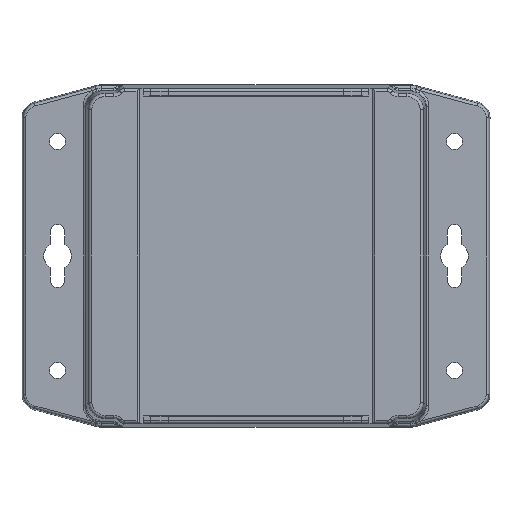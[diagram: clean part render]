
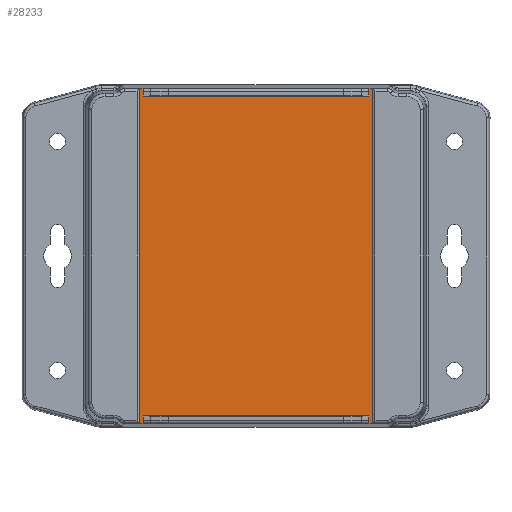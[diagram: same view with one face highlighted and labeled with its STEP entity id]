
A CAD part, front view. The second image highlights one B-rep face of the part: STEP entity #28233.
In plain terms, the highlighted face is planar.
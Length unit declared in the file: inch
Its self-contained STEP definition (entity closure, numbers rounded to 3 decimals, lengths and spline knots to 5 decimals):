
#122 = CARTESIAN_POINT ( 'NONE',  ( 1.41732, 0.79528, -1.94882 ) ) ;
#420 = ORIENTED_EDGE ( 'NONE', *, *, #40868, .F. ) ;
#1594 = CARTESIAN_POINT ( 'NONE',  ( -1.41732, 0.79528, 0. ) ) ;
#1639 = LINE ( 'NONE', #40140, #29470 ) ;
#2625 = DIRECTION ( 'NONE',  ( 0., -1., 0. ) ) ;
#2776 = VERTEX_POINT ( 'NONE', #31262 ) ;
#3112 = CARTESIAN_POINT ( 'NONE',  ( 1.41732, 0.79528, 2.0431 ) ) ;
#3563 = CARTESIAN_POINT ( 'NONE',  ( -1.37795, 0.79528, 0. ) ) ;
#3829 = CARTESIAN_POINT ( 'NONE',  ( -2.06693, 0.79528, -2.0431 ) ) ;
#3860 = CARTESIAN_POINT ( 'NONE',  ( -1.37795, 0.79528, 0. ) ) ;
#3887 = CARTESIAN_POINT ( 'NONE',  ( 1.41732, 0.79528, 1.94882 ) ) ;
#4527 = LINE ( 'NONE', #3887, #30391 ) ;
#5090 = VECTOR ( 'NONE', #26931, 39.37008 ) ;
#6922 = LINE ( 'NONE', #60020, #49809 ) ;
#7508 = CARTESIAN_POINT ( 'NONE',  ( 1.41732, 0.79528, -2.0431 ) ) ;
#8649 = ORIENTED_EDGE ( 'NONE', *, *, #48715, .F. ) ;
#8950 = LINE ( 'NONE', #43624, #23396 ) ;
#9578 = VERTEX_POINT ( 'NONE', #32008 ) ;
#9700 = VECTOR ( 'NONE', #40210, 39.37008 ) ;
#10050 = ORIENTED_EDGE ( 'NONE', *, *, #14308, .F. ) ;
#10620 = DIRECTION ( 'NONE',  ( 1., 0., 0. ) ) ;
#11467 = VERTEX_POINT ( 'NONE', #58489 ) ;
#11652 = AXIS2_PLACEMENT_3D ( 'NONE', #50656, #2625, #37562 ) ;
#11944 = ORIENTED_EDGE ( 'NONE', *, *, #31505, .F. ) ;
#12672 = VERTEX_POINT ( 'NONE', #27428 ) ;
#12721 = CARTESIAN_POINT ( 'NONE',  ( -1.37795, 0.79528, 1.94882 ) ) ;
#14214 = VERTEX_POINT ( 'NONE', #3112 ) ;
#14308 = EDGE_CURVE ( 'NONE', #2776, #39456, #45608, .T. ) ;
#15965 = DIRECTION ( 'NONE',  ( 0., 0., -1. ) ) ;
#16300 = ORIENTED_EDGE ( 'NONE', *, *, #61309, .F. ) ;
#16904 = VECTOR ( 'NONE', #33221, 39.37008 ) ;
#17810 = CARTESIAN_POINT ( 'NONE',  ( -1.37795, 0.79528, -1.94882 ) ) ;
#18256 = CARTESIAN_POINT ( 'NONE',  ( -1.41732, 0.79528, -2.0431 ) ) ;
#21592 = ORIENTED_EDGE ( 'NONE', *, *, #41765, .F. ) ;
#22459 = VECTOR ( 'NONE', #32187, 39.37008 ) ;
#23246 = DIRECTION ( 'NONE',  ( 1., 0., 0. ) ) ;
#23282 = DIRECTION ( 'NONE',  ( 0., 0., 1. ) ) ;
#23396 = VECTOR ( 'NONE', #62080, 39.37008 ) ;
#24304 = CARTESIAN_POINT ( 'NONE',  ( -1.41732, 0.79528, 2.0431 ) ) ;
#25093 = EDGE_CURVE ( 'NONE', #61580, #48206, #48166, .T. ) ;
#25280 = EDGE_CURVE ( 'NONE', #50652, #61580, #51900, .T. ) ;
#25652 = CARTESIAN_POINT ( 'NONE',  ( -1.37795, 0.79528, -2.0431 ) ) ;
#25771 = LINE ( 'NONE', #1594, #48694 ) ;
#26931 = DIRECTION ( 'NONE',  ( 1., 0., 0. ) ) ;
#27113 = FACE_OUTER_BOUND ( 'NONE', #60369, .T. ) ;
#27402 = PLANE ( 'NONE',  #11652 ) ;
#27428 = CARTESIAN_POINT ( 'NONE',  ( 1.37795, 0.79528, 1.94882 ) ) ;
#27972 = VERTEX_POINT ( 'NONE', #18256 ) ;
#28233 = ADVANCED_FACE ( 'NONE', ( #27113 ), #27402, .F. ) ;
#28533 = VECTOR ( 'NONE', #23282, 39.37008 ) ;
#29470 = VECTOR ( 'NONE', #15965, 39.37008 ) ;
#30391 = VECTOR ( 'NONE', #32203, 39.37008 ) ;
#31018 = CARTESIAN_POINT ( 'NONE',  ( 1.37795, 0.79528, -1.94882 ) ) ;
#31262 = CARTESIAN_POINT ( 'NONE',  ( -1.37795, 0.79528, 2.0431 ) ) ;
#31397 = ORIENTED_EDGE ( 'NONE', *, *, #25280, .F. ) ;
#31505 = EDGE_CURVE ( 'NONE', #48206, #11467, #38618, .T. ) ;
#32008 = CARTESIAN_POINT ( 'NONE',  ( 1.37795, 0.79528, 2.0431 ) ) ;
#32187 = DIRECTION ( 'NONE',  ( 0., 0., 1. ) ) ;
#32203 = DIRECTION ( 'NONE',  ( -1., 0., 0. ) ) ;
#33221 = DIRECTION ( 'NONE',  ( 0., 0., -1. ) ) ;
#35635 = ORIENTED_EDGE ( 'NONE', *, *, #58850, .F. ) ;
#35714 = ORIENTED_EDGE ( 'NONE', *, *, #41394, .F. ) ;
#37562 = DIRECTION ( 'NONE',  ( 0., 0., -1. ) ) ;
#37640 = EDGE_CURVE ( 'NONE', #39456, #27972, #25771, .T. ) ;
#37753 = ORIENTED_EDGE ( 'NONE', *, *, #37640, .F. ) ;
#38618 = LINE ( 'NONE', #43099, #16904 ) ;
#39456 = VERTEX_POINT ( 'NONE', #24304 ) ;
#40140 = CARTESIAN_POINT ( 'NONE',  ( 1.37795, 0.79528, 0. ) ) ;
#40210 = DIRECTION ( 'NONE',  ( -1., 0., 0. ) ) ;
#40721 = VECTOR ( 'NONE', #10620, 39.37008 ) ;
#40868 = EDGE_CURVE ( 'NONE', #9578, #12672, #1639, .T. ) ;
#41394 = EDGE_CURVE ( 'NONE', #27972, #50652, #42172, .T. ) ;
#41765 = EDGE_CURVE ( 'NONE', #11467, #58366, #47414, .T. ) ;
#42172 = LINE ( 'NONE', #46335, #5090 ) ;
#42986 = LINE ( 'NONE', #3860, #28533 ) ;
#43099 = CARTESIAN_POINT ( 'NONE',  ( 1.37795, 0.79528, 0. ) ) ;
#43624 = CARTESIAN_POINT ( 'NONE',  ( 2.06693, 0.79528, 2.0431 ) ) ;
#44820 = EDGE_CURVE ( 'NONE', #58366, #14214, #6922, .T. ) ;
#45191 = ORIENTED_EDGE ( 'NONE', *, *, #25093, .F. ) ;
#45608 = LINE ( 'NONE', #49743, #9700 ) ;
#46335 = CARTESIAN_POINT ( 'NONE',  ( -2.06693, 0.79528, -2.0431 ) ) ;
#47414 = LINE ( 'NONE', #3829, #59978 ) ;
#48166 = LINE ( 'NONE', #122, #40721 ) ;
#48206 = VERTEX_POINT ( 'NONE', #31018 ) ;
#48694 = VECTOR ( 'NONE', #54398, 39.37008 ) ;
#48715 = EDGE_CURVE ( 'NONE', #49217, #2776, #42986, .T. ) ;
#49217 = VERTEX_POINT ( 'NONE', #12721 ) ;
#49743 = CARTESIAN_POINT ( 'NONE',  ( 2.06693, 0.79528, 2.0431 ) ) ;
#49809 = VECTOR ( 'NONE', #51112, 39.37008 ) ;
#50652 = VERTEX_POINT ( 'NONE', #25652 ) ;
#50656 = CARTESIAN_POINT ( 'NONE',  ( 1.41732, 0.79528, 0. ) ) ;
#51112 = DIRECTION ( 'NONE',  ( 0., 0., 1. ) ) ;
#51900 = LINE ( 'NONE', #3563, #22459 ) ;
#54398 = DIRECTION ( 'NONE',  ( 0., 0., -1. ) ) ;
#58366 = VERTEX_POINT ( 'NONE', #7508 ) ;
#58489 = CARTESIAN_POINT ( 'NONE',  ( 1.37795, 0.79528, -2.0431 ) ) ;
#58850 = EDGE_CURVE ( 'NONE', #12672, #49217, #4527, .T. ) ;
#58910 = ORIENTED_EDGE ( 'NONE', *, *, #44820, .F. ) ;
#59978 = VECTOR ( 'NONE', #23246, 39.37008 ) ;
#60020 = CARTESIAN_POINT ( 'NONE',  ( 1.41732, 0.79528, 0. ) ) ;
#60369 = EDGE_LOOP ( 'NONE', ( #16300, #58910, #21592, #11944, #45191, #31397, #35714, #37753, #10050, #8649, #35635, #420 ) ) ;
#61309 = EDGE_CURVE ( 'NONE', #14214, #9578, #8950, .T. ) ;
#61580 = VERTEX_POINT ( 'NONE', #17810 ) ;
#62080 = DIRECTION ( 'NONE',  ( -1., 0., 0. ) ) ;
